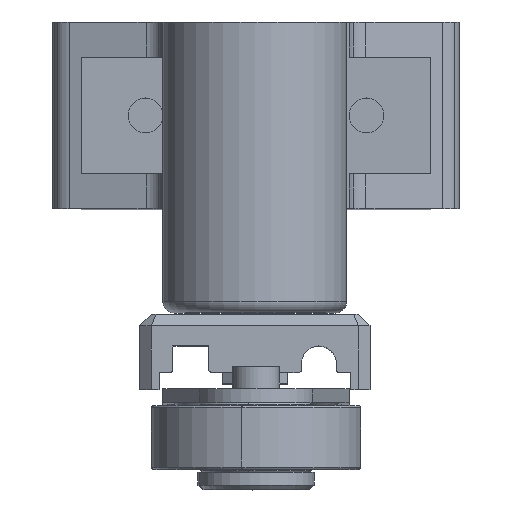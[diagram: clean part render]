
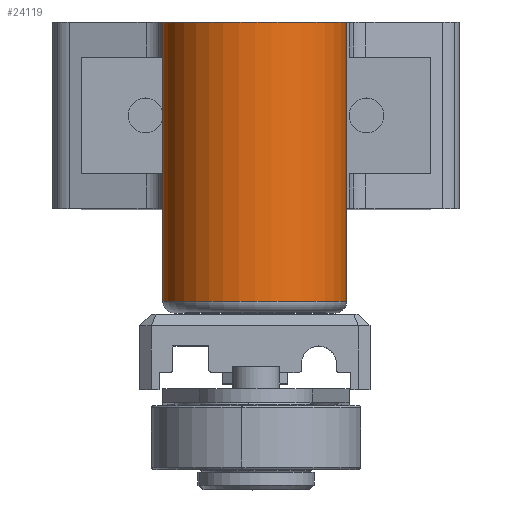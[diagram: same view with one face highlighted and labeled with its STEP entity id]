
A CAD part, top view. The second image highlights one B-rep face of the part: STEP entity #24119.
In plain terms, the highlighted cylindrical face has radius 7.9 mm (diameter 15.8 mm), a partial arc.
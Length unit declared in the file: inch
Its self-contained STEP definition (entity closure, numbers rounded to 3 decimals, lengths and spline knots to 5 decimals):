
#574 = DIRECTION ( 'NONE',  ( 0., -1., 0. ) ) ;
#749 = VERTEX_POINT ( 'NONE', #22178 ) ;
#844 = CIRCLE ( 'NONE', #25295, 0.31102 ) ;
#1109 = ORIENTED_EDGE ( 'NONE', *, *, #26751, .F. ) ;
#1821 = CYLINDRICAL_SURFACE ( 'NONE', #6606, 0.31102 ) ;
#2834 = CARTESIAN_POINT ( 'NONE',  ( 0.30709, 0., 0.70866 ) ) ;
#3287 = CARTESIAN_POINT ( 'NONE',  ( 0.30709, 0., 0.70866 ) ) ;
#4308 = VECTOR ( 'NONE', #11824, 39.37008 ) ;
#4413 = CARTESIAN_POINT ( 'NONE',  ( -0.31496, -0.94488, 0.70866 ) ) ;
#5078 = DIRECTION ( 'NONE',  ( 0., -1., 0. ) ) ;
#6606 = AXIS2_PLACEMENT_3D ( 'NONE', #13299, #574, #11787 ) ;
#6899 = DIRECTION ( 'NONE',  ( 0., 1., 0. ) ) ;
#7362 = EDGE_CURVE ( 'NONE', #25287, #749, #19362, .T. ) ;
#7536 = CARTESIAN_POINT ( 'NONE',  ( -0.31496, 0., 0.70866 ) ) ;
#8171 = ORIENTED_EDGE ( 'NONE', *, *, #19285, .T. ) ;
#8257 = CARTESIAN_POINT ( 'NONE',  ( 0.30709, -0.62992, 0.70866 ) ) ;
#9685 = DIRECTION ( 'NONE',  ( 0., -1., 0. ) ) ;
#9846 = AXIS2_PLACEMENT_3D ( 'NONE', #15116, #15025, #25652 ) ;
#10765 = DIRECTION ( 'NONE',  ( 0., -1., 0. ) ) ;
#11139 = EDGE_CURVE ( 'NONE', #22542, #25572, #24952, .T. ) ;
#11787 = DIRECTION ( 'NONE',  ( -1., 0., 0. ) ) ;
#11824 = DIRECTION ( 'NONE',  ( 0., -1., 0. ) ) ;
#11853 = FACE_OUTER_BOUND ( 'NONE', #22755, .T. ) ;
#12760 = ORIENTED_EDGE ( 'NONE', *, *, #7362, .T. ) ;
#12815 = CARTESIAN_POINT ( 'NONE',  ( -0.31496, 0., 0.70866 ) ) ;
#13072 = DIRECTION ( 'NONE',  ( -1., 0., 0. ) ) ;
#13299 = CARTESIAN_POINT ( 'NONE',  ( -0.00394, 0., 0.70866 ) ) ;
#13604 = LINE ( 'NONE', #12815, #15265 ) ;
#15025 = DIRECTION ( 'NONE',  ( 0., -1., 0. ) ) ;
#15116 = CARTESIAN_POINT ( 'NONE',  ( -0.00394, -0.94488, 0.70866 ) ) ;
#15265 = VECTOR ( 'NONE', #10765, 39.37008 ) ;
#15442 = ORIENTED_EDGE ( 'NONE', *, *, #24933, .F. ) ;
#16605 = CARTESIAN_POINT ( 'NONE',  ( 0.30709, 0., 0.70866 ) ) ;
#17351 = CARTESIAN_POINT ( 'NONE',  ( -0.00394, 0., 0.70866 ) ) ;
#18700 = VERTEX_POINT ( 'NONE', #4413 ) ;
#19285 = EDGE_CURVE ( 'NONE', #749, #18700, #13604, .T. ) ;
#19358 = ORIENTED_EDGE ( 'NONE', *, *, #27530, .F. ) ;
#19362 = LINE ( 'NONE', #24254, #4308 ) ;
#19421 = VECTOR ( 'NONE', #5078, 39.37008 ) ;
#20921 = CARTESIAN_POINT ( 'NONE',  ( 0.30709, -0.94488, 0.70866 ) ) ;
#22105 = LINE ( 'NONE', #2834, #19421 ) ;
#22178 = CARTESIAN_POINT ( 'NONE',  ( -0.31496, -0.62992, 0.70866 ) ) ;
#22542 = VERTEX_POINT ( 'NONE', #8257 ) ;
#22755 = EDGE_LOOP ( 'NONE', ( #23132, #19358, #1109, #12760, #8171, #15442 ) ) ;
#23132 = ORIENTED_EDGE ( 'NONE', *, *, #11139, .F. ) ;
#24119 = ADVANCED_FACE ( 'NONE', ( #11853 ), #1821, .T. ) ;
#24254 = CARTESIAN_POINT ( 'NONE',  ( -0.31496, 0., 0.70866 ) ) ;
#24933 = EDGE_CURVE ( 'NONE', #25572, #18700, #27121, .T. ) ;
#24952 = LINE ( 'NONE', #16605, #25933 ) ;
#25287 = VERTEX_POINT ( 'NONE', #7536 ) ;
#25295 = AXIS2_PLACEMENT_3D ( 'NONE', #17351, #6899, #13072 ) ;
#25572 = VERTEX_POINT ( 'NONE', #20921 ) ;
#25652 = DIRECTION ( 'NONE',  ( -1., 0., 0. ) ) ;
#25764 = VERTEX_POINT ( 'NONE', #3287 ) ;
#25933 = VECTOR ( 'NONE', #9685, 39.37008 ) ;
#26751 = EDGE_CURVE ( 'NONE', #25287, #25764, #844, .T. ) ;
#27121 = CIRCLE ( 'NONE', #9846, 0.31102 ) ;
#27530 = EDGE_CURVE ( 'NONE', #25764, #22542, #22105, .T. ) ;
